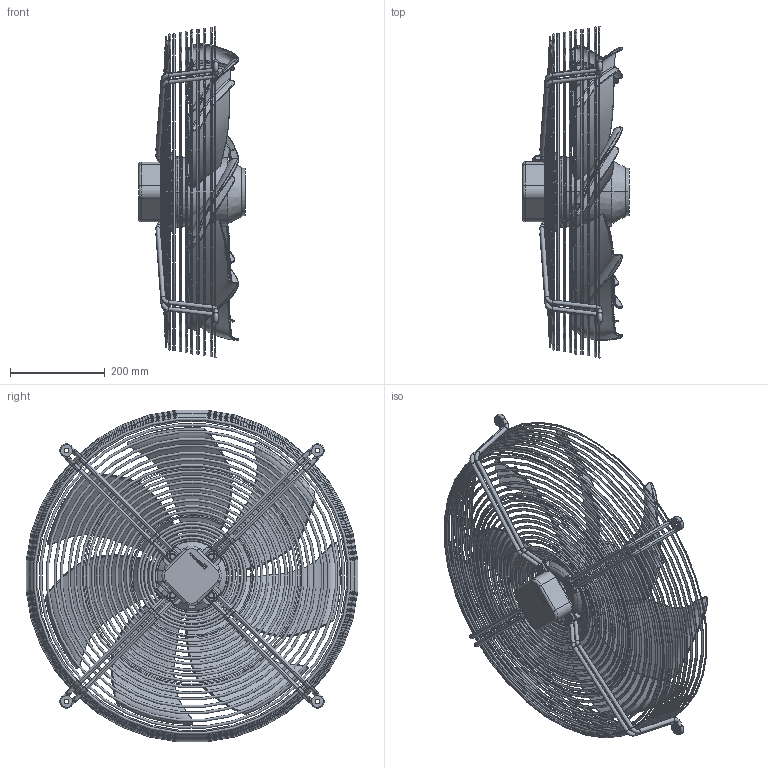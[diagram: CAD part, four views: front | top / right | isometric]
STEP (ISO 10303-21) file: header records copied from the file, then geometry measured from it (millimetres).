
FILE_DESCRIPTION((''),'2;1');
FILE_NAME('191U135980_ASM','2023-04-04T09:37:06',('U375483'),('DANFOSS COMMERCIAL COMPRESSOR'),'CREO PARAMETRIC BY PTC INC, 2022124','CREO PARAMETRIC BY PTC INC, 2022124','');
FILE_SCHEMA(('CONFIG_CONTROL_DESIGN'));
Products named in the file (8): 191U135980_01; 191U135980_02; 191U135980_03; 191U135980_04; 191U135980_05; 191U135980_06; 191U135980_07; 191U135980_ASM
Assembly tree (7 placements, depth 2):
  191U135980_ASM
    191U135980_01
    191U135980_02
    191U135980_03
    191U135980_04
    191U135980_05
    191U135980_06
    191U135980_07
Bounding box: 225.55 x 701.83 x 701.83 mm (x, y, z)
Volume: 5214461.8 mm3; surface area: 1529695.7 mm2
Topology: 29 solids, 29 shells, 1229 faces, 3224 edges, 1976 vertices
Faces by surface type: plane 389, bspline 336, torus 237, cylinder 209, cone 33, extrusion 16, sphere 9
Entity records: 129357 total; most frequent: CARTESIAN_POINT 101764, ORIENTED_EDGE 6440, DIRECTION 4697, EDGE_CURVE 3220, VERTEX_POINT 1976, AXIS2_PLACEMENT_3D 1792, EDGE_LOOP 1364, B_SPLINE_CURVE_WITH_KNOTS 1239
